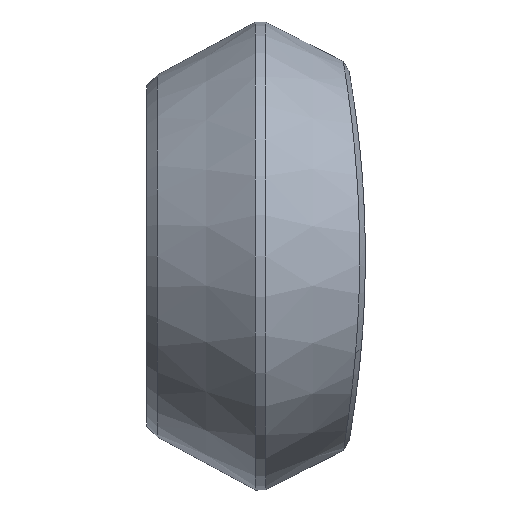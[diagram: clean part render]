
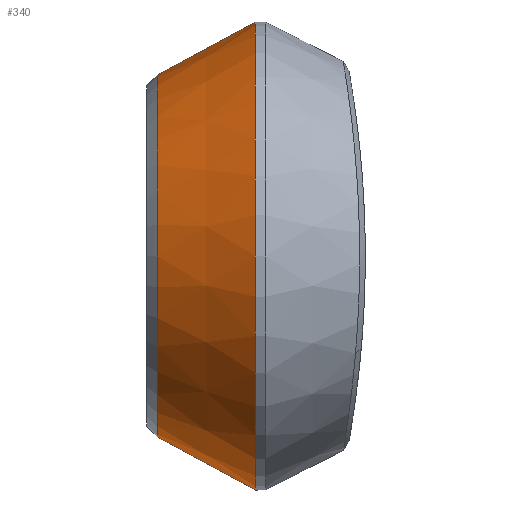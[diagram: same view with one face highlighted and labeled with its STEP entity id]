
A CAD part, left-side view. The second image highlights one B-rep face of the part: STEP entity #340.
In plain terms, the highlighted conical face has half-angle 28.363 degrees and reference radius 34.074 mm.
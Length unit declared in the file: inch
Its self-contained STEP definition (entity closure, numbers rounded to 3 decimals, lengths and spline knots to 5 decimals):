
#56 = DIRECTION ( 'NONE',  ( 0., -1., 0. ) ) ;
#72 = VERTEX_POINT ( 'NONE', #154 ) ;
#78 = EDGE_CURVE ( 'NONE', #72, #271, #1254, .T. ) ;
#112 = CARTESIAN_POINT ( 'NONE',  ( 0., 8.423, -1.3415 ) ) ;
#126 = AXIS2_PLACEMENT_3D ( 'NONE', #869, #320, #451 ) ;
#154 = CARTESIAN_POINT ( 'NONE',  ( 0., 8.423, 1.3415 ) ) ;
#229 = CARTESIAN_POINT ( 'NONE',  ( 0., 7.69527, -1.73438 ) ) ;
#233 = LINE ( 'NONE', #882, #691 ) ;
#236 = CIRCLE ( 'NONE', #559, 1.73438 ) ;
#246 = ORIENTED_EDGE ( 'NONE', *, *, #78, .T. ) ;
#271 = VERTEX_POINT ( 'NONE', #112 ) ;
#320 = DIRECTION ( 'NONE',  ( 0., -1., 0. ) ) ;
#323 = EDGE_CURVE ( 'NONE', #72, #1337, #233, .T. ) ;
#340 = ADVANCED_FACE ( 'NONE', ( #664 ), #732, .T. ) ;
#352 = DIRECTION ( 'NONE',  ( 0., -0.88, -0.475 ) ) ;
#414 = CARTESIAN_POINT ( 'NONE',  ( 0., 7.69527, 0. ) ) ;
#451 = DIRECTION ( 'NONE',  ( 0., 0., -1. ) ) ;
#478 = CARTESIAN_POINT ( 'NONE',  ( 0., 8.423, 0. ) ) ;
#498 = EDGE_CURVE ( 'NONE', #271, #817, #1026, .T. ) ;
#500 = ORIENTED_EDGE ( 'NONE', *, *, #1148, .F. ) ;
#544 = VECTOR ( 'NONE', #352, 39.37008 ) ;
#559 = AXIS2_PLACEMENT_3D ( 'NONE', #414, #1381, #1070 ) ;
#664 = FACE_OUTER_BOUND ( 'NONE', #1107, .T. ) ;
#691 = VECTOR ( 'NONE', #1287, 39.37008 ) ;
#732 = CONICAL_SURFACE ( 'NONE', #126, 1.3415, 0.495 ) ;
#751 = CARTESIAN_POINT ( 'NONE',  ( 0., 7.69527, 1.73438 ) ) ;
#817 = VERTEX_POINT ( 'NONE', #229 ) ;
#869 = CARTESIAN_POINT ( 'NONE',  ( 0., 8.423, 0. ) ) ;
#882 = CARTESIAN_POINT ( 'NONE',  ( 0., 8.423, 1.3415 ) ) ;
#904 = DIRECTION ( 'NONE',  ( 0., 0., -1. ) ) ;
#1013 = CARTESIAN_POINT ( 'NONE',  ( 0., 8.423, -1.3415 ) ) ;
#1026 = LINE ( 'NONE', #1013, #544 ) ;
#1059 = AXIS2_PLACEMENT_3D ( 'NONE', #478, #56, #904 ) ;
#1070 = DIRECTION ( 'NONE',  ( 0., 0., -1. ) ) ;
#1107 = EDGE_LOOP ( 'NONE', ( #1250, #246, #1144, #500 ) ) ;
#1144 = ORIENTED_EDGE ( 'NONE', *, *, #498, .T. ) ;
#1148 = EDGE_CURVE ( 'NONE', #1337, #817, #236, .T. ) ;
#1250 = ORIENTED_EDGE ( 'NONE', *, *, #323, .F. ) ;
#1254 = CIRCLE ( 'NONE', #1059, 1.3415 ) ;
#1287 = DIRECTION ( 'NONE',  ( 0., -0.88, 0.475 ) ) ;
#1337 = VERTEX_POINT ( 'NONE', #751 ) ;
#1381 = DIRECTION ( 'NONE',  ( 0., -1., 0. ) ) ;
